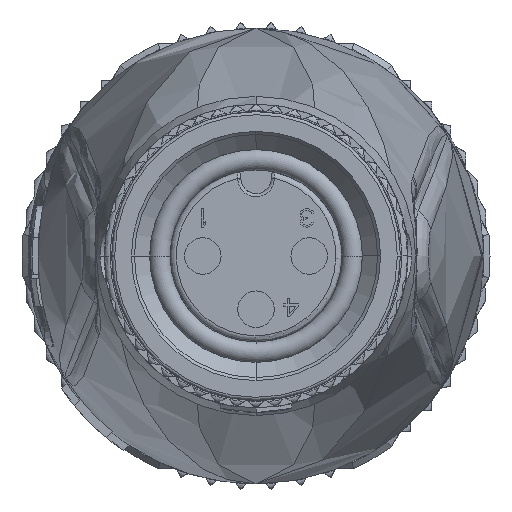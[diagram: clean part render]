
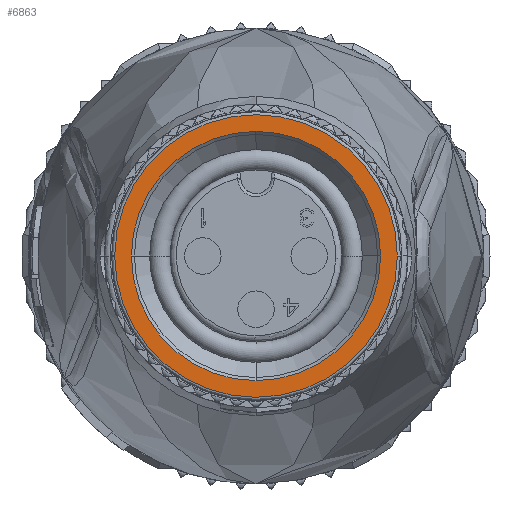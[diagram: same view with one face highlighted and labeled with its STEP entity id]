
A CAD part, front view. The second image highlights one B-rep face of the part: STEP entity #6863.
In plain terms, the highlighted planar face has unit normal (0, -1, 0).
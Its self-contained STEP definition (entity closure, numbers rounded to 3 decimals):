
#6863=ADVANCED_FACE('',(#14915,#14916),#14917,.T.);
#6881=EDGE_CURVE('',#14944,#14941,#14945,.T.);
#6885=EDGE_CURVE('',#14941,#14950,#14951,.T.);
#6893=EDGE_CURVE('',#14963,#14964,#14965,.T.);
#6899=EDGE_CURVE('',#14973,#14974,#14975,.T.);
#9005=EDGE_CURVE('',#14974,#14963,#17739,.T.);
#9007=EDGE_CURVE('',#14964,#14973,#17741,.T.);
#9017=EDGE_CURVE('',#17752,#14944,#17753,.T.);
#9019=EDGE_CURVE('',#14950,#17752,#17755,.T.);
#14915=FACE_OUTER_BOUND('',#67537,.T.);
#14916=FACE_BOUND('',#67538,.T.);
#14917=PLANE('',#67539);
#14941=VERTEX_POINT('',#67567);
#14944=VERTEX_POINT('',#67572);
#14945=CIRCLE('',#67573,4.1);
#14950=VERTEX_POINT('',#67580);
#14951=CIRCLE('',#67581,4.1);
#14963=VERTEX_POINT('',#67597);
#14964=VERTEX_POINT('',#67598);
#14965=CIRCLE('',#67599,4.65);
#14973=VERTEX_POINT('',#67610);
#14974=VERTEX_POINT('',#67611);
#14975=CIRCLE('',#67612,4.65);
#17739=CIRCLE('',#74304,4.65);
#17741=CIRCLE('',#74307,4.65);
#17752=VERTEX_POINT('',#74325);
#17753=CIRCLE('',#74326,4.1);
#17755=CIRCLE('',#74329,4.1);
#67537=EDGE_LOOP('',(#97825,#97826,#97827,#97828));
#67538=EDGE_LOOP('',(#97829,#97830,#97831,#97832));
#67539=AXIS2_PLACEMENT_3D('',#97833,#97834,#97835);
#67567=CARTESIAN_POINT('',(4.1,-8.5,0.0));
#67572=CARTESIAN_POINT('',(0.,-8.5,4.1));
#67573=AXIS2_PLACEMENT_3D('',#97883,#97884,#97885);
#67580=CARTESIAN_POINT('',(0.,-8.5,-4.1));
#67581=AXIS2_PLACEMENT_3D('',#97889,#97890,#97891);
#67597=CARTESIAN_POINT('',(4.65,-8.5,0.0));
#67598=CARTESIAN_POINT('',(-4.65,-8.5,0.024));
#67599=AXIS2_PLACEMENT_3D('',#97901,#97902,#97903);
#67610=CARTESIAN_POINT('',(-4.65,-8.5,0.0));
#67611=CARTESIAN_POINT('',(4.65,-8.5,-0.024));
#67612=AXIS2_PLACEMENT_3D('',#97910,#97911,#97912);
#74304=AXIS2_PLACEMENT_3D('',#99433,#99434,#99435);
#74307=AXIS2_PLACEMENT_3D('',#99436,#99437,#99438);
#74325=CARTESIAN_POINT('',(-4.1,-8.5,0.0));
#74326=AXIS2_PLACEMENT_3D('',#99447,#99448,#99449);
#74329=AXIS2_PLACEMENT_3D('',#99450,#99451,#99452);
#97825=ORIENTED_EDGE('',*,*,#6893,.T.);
#97826=ORIENTED_EDGE('',*,*,#9007,.T.);
#97827=ORIENTED_EDGE('',*,*,#6899,.T.);
#97828=ORIENTED_EDGE('',*,*,#9005,.T.);
#97829=ORIENTED_EDGE('',*,*,#9017,.T.);
#97830=ORIENTED_EDGE('',*,*,#6881,.T.);
#97831=ORIENTED_EDGE('',*,*,#6885,.T.);
#97832=ORIENTED_EDGE('',*,*,#9019,.T.);
#97833=CARTESIAN_POINT('',(0.0,-8.5,0.0));
#97834=DIRECTION('',(0.0,-1.0,0.0));
#97835=DIRECTION('',(0.0,0.0,-1.0));
#97883=CARTESIAN_POINT('',(0.0,-8.5,0.0));
#97884=DIRECTION('',(0.0,1.0,0.0));
#97885=DIRECTION('',(-1.0,0.0,0.0));
#97889=CARTESIAN_POINT('',(0.0,-8.5,0.0));
#97890=DIRECTION('',(-0.0,1.0,0.0));
#97891=DIRECTION('',(1.0,0.0,0.0));
#97901=CARTESIAN_POINT('',(0.0,-8.5,0.0));
#97902=DIRECTION('',(0.0,-1.0,0.0));
#97903=DIRECTION('',(1.0,0.0,0.0));
#97910=CARTESIAN_POINT('',(0.0,-8.5,0.0));
#97911=DIRECTION('',(0.0,-1.0,0.0));
#97912=DIRECTION('',(-1.0,0.0,0.0));
#99433=CARTESIAN_POINT('',(0.0,-8.5,0.0));
#99434=DIRECTION('',(0.0,-1.0,0.0));
#99435=DIRECTION('',(-1.0,0.0,0.0));
#99436=CARTESIAN_POINT('',(0.0,-8.5,0.0));
#99437=DIRECTION('',(0.0,-1.0,0.0));
#99438=DIRECTION('',(1.0,0.0,0.0));
#99447=CARTESIAN_POINT('',(0.0,-8.5,0.0));
#99448=DIRECTION('',(0.0,1.0,0.0));
#99449=DIRECTION('',(-1.0,0.0,0.0));
#99450=CARTESIAN_POINT('',(0.0,-8.5,0.0));
#99451=DIRECTION('',(-0.0,1.0,0.0));
#99452=DIRECTION('',(1.0,0.0,0.0));
